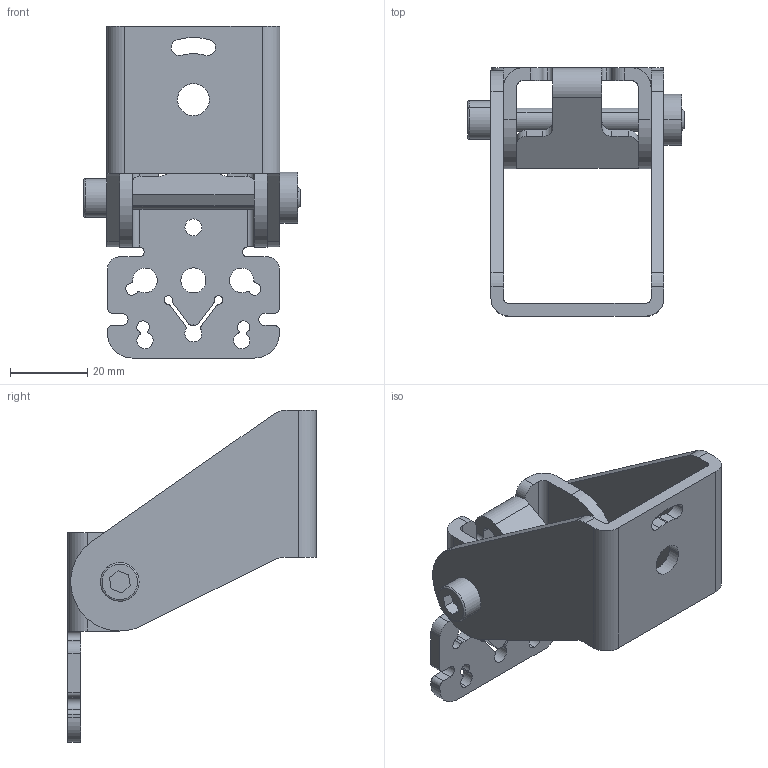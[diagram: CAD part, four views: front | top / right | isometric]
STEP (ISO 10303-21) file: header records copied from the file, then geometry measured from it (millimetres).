
FILE_DESCRIPTION (( 'STEP AP203' ), '1' );
FILE_NAME ('98-9000054-01.STEP', '2016-07-14T20:33:58', ( '' ), ( '' ), 'SwSTEP 2.0', 'SolidWorks 2013', '' );
FILE_SCHEMA (( 'CONFIG_CONTROL_DESIGN' ));
Length unit declared in the file: millimetre
Products named in the file (2): 98-9000054-01
Assembly tree (1 placements, depth 2):
  98-9000054-01
    98-9000054-01
Bounding box: 56 x 64.27 x 85.85 mm (x, y, z)
Volume: 30308.6 mm3; surface area: 22328.5 mm2
Topology: 4 solids, 4 shells, 187 faces, 519 edges, 344 vertices
Faces by surface type: cylinder 108, plane 75, cone 2, torus 2
Entity records: 6323 total; most frequent: DIRECTION 1125, CARTESIAN_POINT 1054, ORIENTED_EDGE 1038, EDGE_CURVE 519, AXIS2_PLACEMENT_3D 415, VERTEX_POINT 344, VECTOR 295, LINE 295
